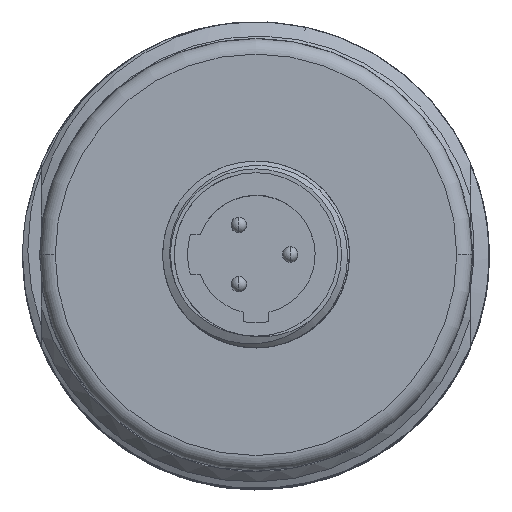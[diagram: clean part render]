
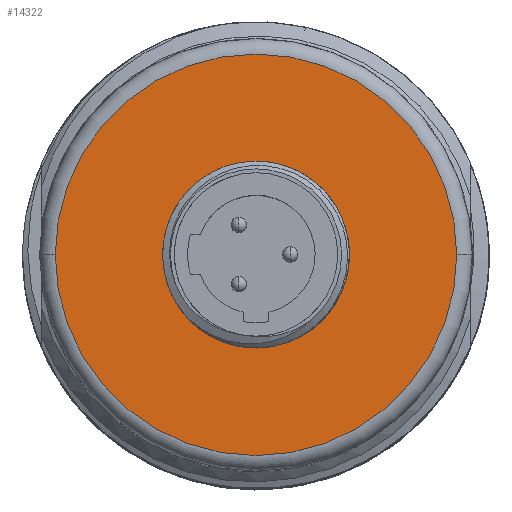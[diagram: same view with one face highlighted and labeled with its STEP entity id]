
A CAD part, top view. The second image highlights one B-rep face of the part: STEP entity #14322.
In plain terms, the highlighted planar face has unit normal (0, 0, 1).
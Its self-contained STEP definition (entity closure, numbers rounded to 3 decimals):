
#5789=CARTESIAN_POINT('',(0.,0.,65.5));
#5790=DIRECTION('',(0.,0.,1.));
#5791=DIRECTION('',(1.,0.,0.));
#5792=AXIS2_PLACEMENT_3D('',#5789,#5790,#5791);
#5794=CARTESIAN_POINT('',(0.,0.,65.5));
#5795=DIRECTION('',(0.,0.,1.));
#5796=DIRECTION('',(-1.,0.,0.));
#5797=AXIS2_PLACEMENT_3D('',#5794,#5795,#5796);
#5799=CARTESIAN_POINT('',(0.,0.,65.5));
#5800=DIRECTION('',(0.,0.,1.));
#5801=DIRECTION('',(0.,-1.,0.));
#5802=AXIS2_PLACEMENT_3D('',#5799,#5800,#5801);
#5804=CARTESIAN_POINT('',(0.,0.,65.5));
#5805=DIRECTION('',(0.,0.,1.));
#5806=DIRECTION('',(0.,1.,0.));
#5807=AXIS2_PLACEMENT_3D('',#5804,#5805,#5806);
#7179=CARTESIAN_POINT('',(12.9,0.,65.5));
#7180=CARTESIAN_POINT('',(-12.9,0.,65.5));
#7181=VERTEX_POINT('',#7179);
#7182=VERTEX_POINT('',#7180);
#7187=CARTESIAN_POINT('',(0.,-5.3,65.5));
#7188=CARTESIAN_POINT('',(0.,5.3,65.5));
#7189=VERTEX_POINT('',#7187);
#7190=VERTEX_POINT('',#7188);
#14306=CARTESIAN_POINT('',(0.,0.,65.5));
#14307=DIRECTION('',(0.,0.,1.));
#14308=DIRECTION('',(1.,0.,0.));
#14309=AXIS2_PLACEMENT_3D('',#14306,#14307,#14308);
#14310=PLANE('',#14309);
#14312=ORIENTED_EDGE('',*,*,#14311,.F.);
#14313=ORIENTED_EDGE('',*,*,#14296,.F.);
#14314=EDGE_LOOP('',(#14312,#14313));
#14315=FACE_OUTER_BOUND('',#14314,.F.);
#14317=ORIENTED_EDGE('',*,*,#14316,.T.);
#14319=ORIENTED_EDGE('',*,*,#14318,.T.);
#14320=EDGE_LOOP('',(#14317,#14319));
#14321=FACE_BOUND('',#14320,.F.);
#14322=ADVANCED_FACE('',(#14315,#14321),#14310,.T.);
#5793=CIRCLE('',#5792,12.9);
#5798=CIRCLE('',#5797,12.9);
#5803=CIRCLE('',#5802,5.3);
#5808=CIRCLE('',#5807,5.3);
#14296=EDGE_CURVE('',#7182,#7181,#5798,.T.);
#14311=EDGE_CURVE('',#7181,#7182,#5793,.T.);
#14316=EDGE_CURVE('',#7189,#7190,#5803,.T.);
#14318=EDGE_CURVE('',#7190,#7189,#5808,.T.);
